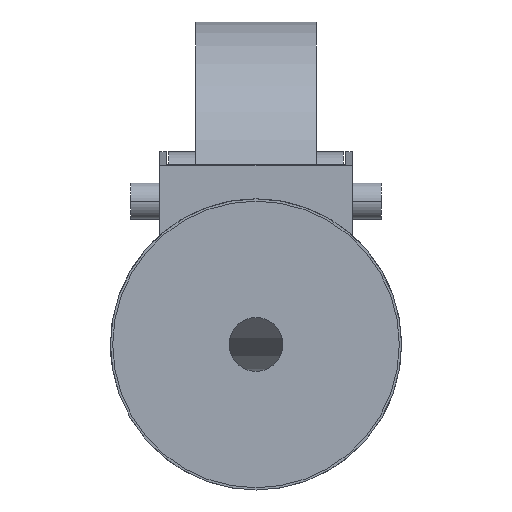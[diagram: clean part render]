
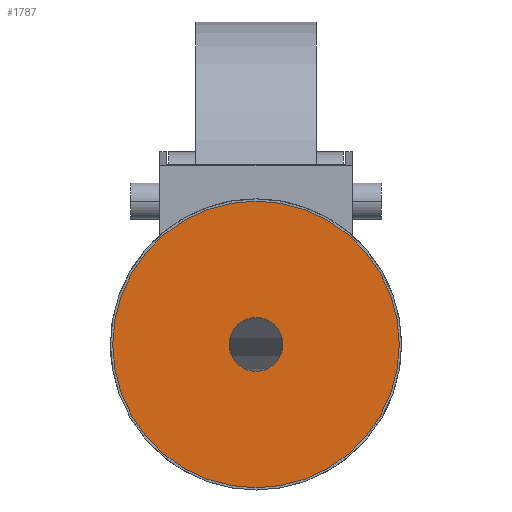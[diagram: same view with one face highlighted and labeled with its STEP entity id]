
A CAD part, front view. The second image highlights one B-rep face of the part: STEP entity #1787.
In plain terms, the highlighted planar face has unit normal (0, -1, 0).
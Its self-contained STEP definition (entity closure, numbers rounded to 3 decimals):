
#943=CARTESIAN_POINT('',(0.,-2.,0.));
#944=DIRECTION('',(0.,-1.,0.));
#945=DIRECTION('',(-1.,0.,0.));
#946=AXIS2_PLACEMENT_3D('',#943,#944,#945);
#951=CARTESIAN_POINT('',(0.,-2.,0.));
#952=DIRECTION('',(0.,-1.,0.));
#953=DIRECTION('',(1.,0.,0.));
#954=AXIS2_PLACEMENT_3D('',#951,#952,#953);
#959=CARTESIAN_POINT('',(0.,-2.,0.));
#960=DIRECTION('',(0.,-1.,0.));
#961=DIRECTION('',(0.,0.,-1.));
#962=AXIS2_PLACEMENT_3D('',#959,#960,#961);
#967=CARTESIAN_POINT('',(0.,-2.,0.));
#968=DIRECTION('',(0.,-1.,0.));
#969=DIRECTION('',(0.,0.,1.));
#970=AXIS2_PLACEMENT_3D('',#967,#968,#969);
#1022=CARTESIAN_POINT('',(-32.,-2.,0.));
#1023=CARTESIAN_POINT('',(32.,-2.,0.));
#1024=VERTEX_POINT('',#1022);
#1025=VERTEX_POINT('',#1023);
#1098=CARTESIAN_POINT('',(0.,-2.,-6.));
#1099=CARTESIAN_POINT('',(0.,-2.,6.));
#1100=VERTEX_POINT('',#1098);
#1101=VERTEX_POINT('',#1099);
#1771=CARTESIAN_POINT('',(0.,-2.,0.));
#1772=DIRECTION('',(0.,1.,0.));
#1773=DIRECTION('',(1.,0.,0.));
#1774=AXIS2_PLACEMENT_3D('',#1771,#1772,#1773);
#1775=PLANE('',#1774);
#1777=ORIENTED_EDGE('',*,*,#1776,.F.);
#1779=ORIENTED_EDGE('',*,*,#1778,.F.);
#1780=EDGE_LOOP('',(#1777,#1779));
#1781=FACE_OUTER_BOUND('',#1780,.F.);
#1782=ORIENTED_EDGE('',*,*,#1754,.T.);
#1784=ORIENTED_EDGE('',*,*,#1783,.T.);
#1785=EDGE_LOOP('',(#1782,#1784));
#1786=FACE_BOUND('',#1785,.F.);
#947=CIRCLE('',#946,32.);
#955=CIRCLE('',#954,32.);
#963=CIRCLE('',#962,6.);
#971=CIRCLE('',#970,6.);
#1754=EDGE_CURVE('',#1100,#1101,#963,.T.);
#1776=EDGE_CURVE('',#1024,#1025,#947,.T.);
#1778=EDGE_CURVE('',#1025,#1024,#955,.T.);
#1783=EDGE_CURVE('',#1101,#1100,#971,.T.);
#1787=ADVANCED_FACE('',(#1781,#1786),#1775,.F.);
